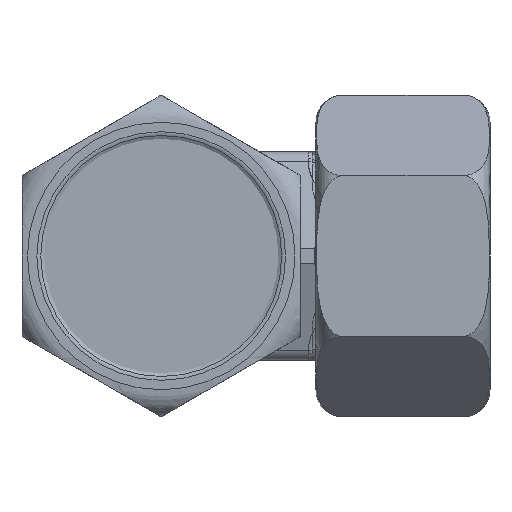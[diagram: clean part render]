
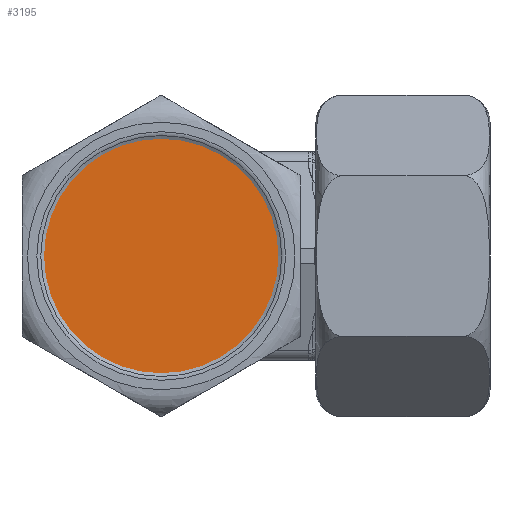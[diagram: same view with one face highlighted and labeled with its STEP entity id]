
A CAD part, front view. The second image highlights one B-rep face of the part: STEP entity #3195.
In plain terms, the highlighted planar face has unit normal (0, -1, 0).
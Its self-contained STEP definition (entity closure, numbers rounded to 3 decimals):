
#1165=PLANE('',#14957);
#3195=ADVANCED_FACE('',(#4087),#1165,.T.);
#4087=FACE_OUTER_BOUND('',#4933,.T.);
#4933=EDGE_LOOP('',(#8390));
#5543=CIRCLE('',#14956,16.3);
#8390=ORIENTED_EDGE('',*,*,#12417,.T.);
#10586=VERTEX_POINT('',#25793);
#12417=EDGE_CURVE('',#10586,#10586,#5543,.T.);
#14956=AXIS2_PLACEMENT_3D('',#25792,#17200,#17201);
#14957=AXIS2_PLACEMENT_3D('',#25794,#17202,#17203);
#17200=DIRECTION('',(0.,-1.,0.));
#17201=DIRECTION('',(1.,0.,0.));
#17202=DIRECTION('',(0.,-1.,0.));
#17203=DIRECTION('',(1.,0.,0.));
#25792=CARTESIAN_POINT('',(0.,-42.,0.));
#25793=CARTESIAN_POINT('',(16.3,-42.,0.));
#25794=CARTESIAN_POINT('',(-16.5,-42.,0.));
